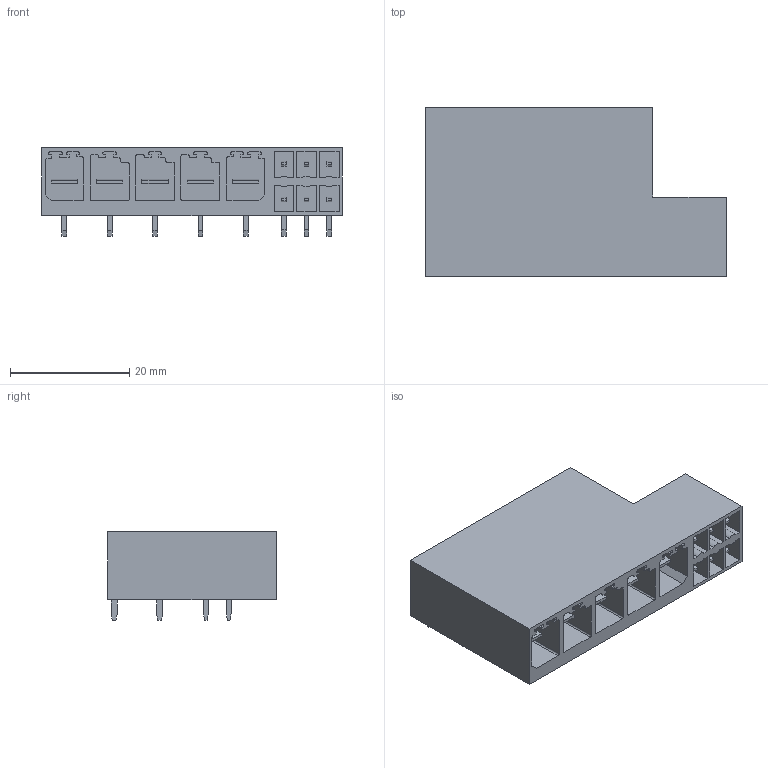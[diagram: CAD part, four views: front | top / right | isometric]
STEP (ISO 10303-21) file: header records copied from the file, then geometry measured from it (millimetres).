
FILE_DESCRIPTION(('CATIA V5 STEP Exchange','CAx-IF Rec.Pracs.--- Model Styling and Organization---1.2---2011-12-15'),'2;1');
FILE_NAME ('D1448417_0', '2018-11-30T13:03:49+00:00', ('none'), ('Weidmueller'), 'CATIA Version 5-6 Release 2014', 'CATIA V5 STEP AP214', 'none');
FILE_SCHEMA(('AUTOMOTIVE_DESIGN { 1 0 10303 214 1 1 1 1 }'));
Length unit declared in the file: millimetre
Products named in the file (1): 1090590000
Bounding box: 50.5 x 28.3 x 14.9 mm (x, y, z)
Volume: 10056.9 mm3; surface area: 10067.5 mm2
Topology: 12 solids, 12 shells, 545 faces, 1525 edges, 1010 vertices
Faces by surface type: plane 475, cylinder 70
Entity records: 14252 total; most frequent: ORIENTED_EDGE 3050, CARTESIAN_POINT 2366, DIRECTION 1720, EDGE_CURVE 1310, VECTOR 1190, LINE 1190, VERTEX_POINT 850, EDGE_LOOP 583
